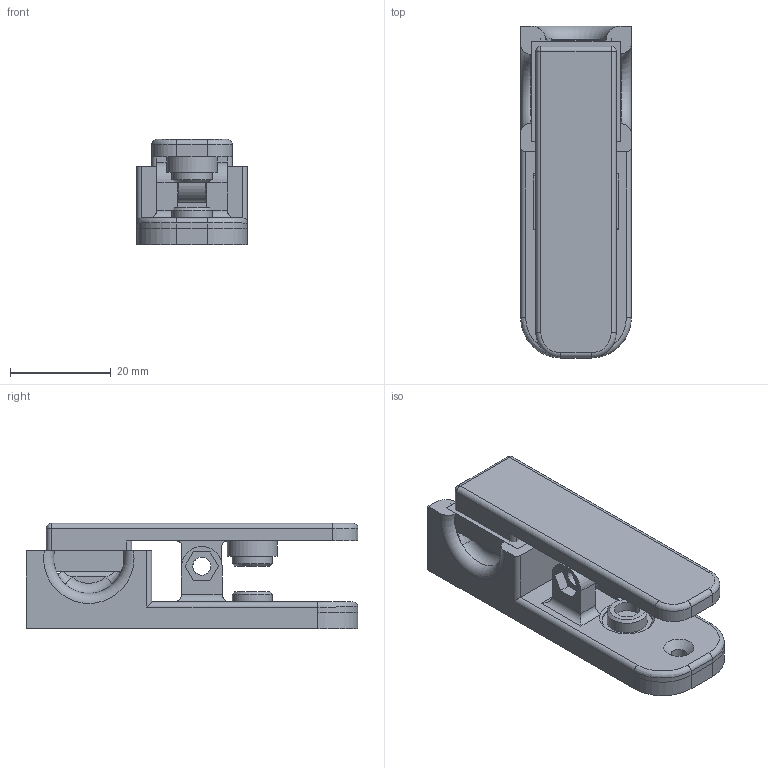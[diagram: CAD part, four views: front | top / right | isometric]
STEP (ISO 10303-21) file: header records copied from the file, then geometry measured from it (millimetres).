
FILE_DESCRIPTION(/* description */ (''),/* implementation_level */ '2;1');
FILE_NAME(/* name */ 'Variante Stifte Unten 20200217 v30.step',/* time_stamp */ '2021-02-21T18:13:44+01:00',/* author */ (''),/* organization */ (''),/* preprocessor_version */ 'ST-DEVELOPER v18.1',/* originating_system */ 'Autodesk Translation Framework v9.7.1.1290',/* authorisation */ '');
FILE_SCHEMA (('AUTOMOTIVE_DESIGN { 1 0 10303 214 3 1 1 }'));
Length unit declared in the file: millimetre
Products named in the file (1): Variante Stifte Unten 20200217
Bounding box: 22 x 66 x 20.93 mm (x, y, z)
Volume: 17401.2 mm3; surface area: 10219.4 mm2
Topology: 3 solids, 3 shells, 270 faces, 703 edges, 449 vertices
Faces by surface type: cylinder 124, plane 111, bspline 19, torus 7, cone 6, sphere 3
Full cylindrical faces by diameter (mm): 1.6 x11, 3.1 x1, 3.6 x3, 4.4 x1, 5 x2, 6 x1, 8 x2, 10 x2
Entity records: 8958 total; most frequent: CARTESIAN_POINT 2204, ORIENTED_EDGE 1406, DIRECTION 1406, EDGE_CURVE 703, AXIS2_PLACEMENT_3D 504, VERTEX_POINT 449, LINE 398, VECTOR 398
